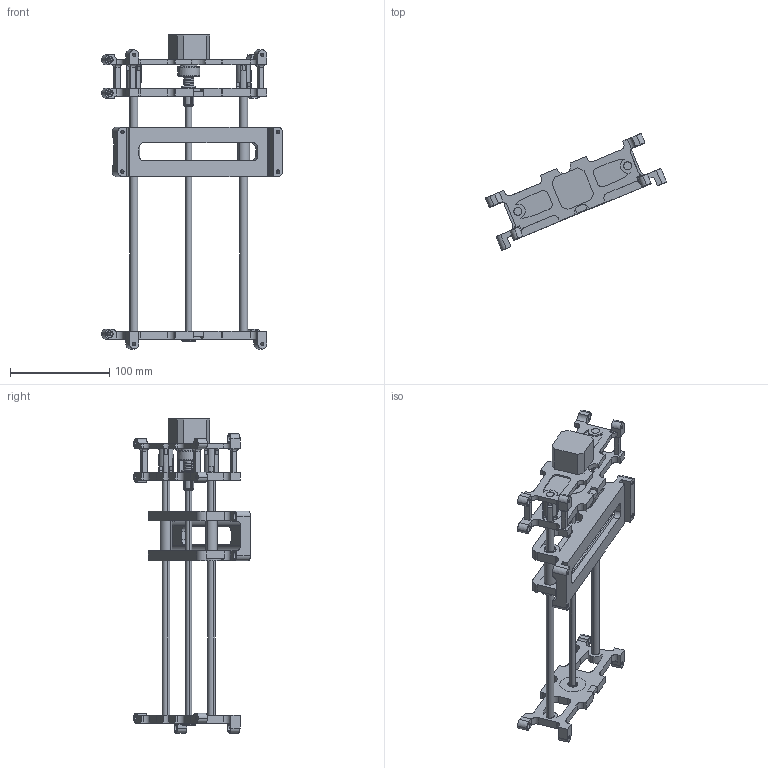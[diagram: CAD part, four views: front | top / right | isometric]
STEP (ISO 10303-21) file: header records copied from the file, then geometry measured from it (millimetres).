
FILE_DESCRIPTION (( 'STEP AP214' ), '1' );
FILE_NAME ('Êàðåòêà.STEP', '2013-03-24T17:04:47', ( '' ), ( '' ), 'SwSTEP 2.0', 'SolidWorks 2013', '' );
FILE_SCHEMA (( 'AUTOMOTIVE_DESIGN' ));
Length unit declared in the file: millimetre
Products named in the file (13): Äâèãàòåëü; 懾譈鴀; 噪囗弼 箫痤眄; Âòóëêà õîäîâàÿ; Ïëàòôîðìà; Äàëüíÿÿ ïëèòà; Çàäíÿÿ âòóëêà; Áëèæíÿÿ ïëèòà; ﾕ鮏魵鵫 粨炅; Ïîäøèïíèê; ﾍ瑜粱; Êðåïëåíèå äâèãàòåëÿ; Êàðåòêà
Assembly tree (16 placements, depth 2):
  Êàðåòêà
    Êðåïëåíèå äâèãàòåëÿ
    ﾍ瑜粱  x2
    Ïîäøèïíèê  x2
    ﾕ鮏魵鵫 粨炅
    Áëèæíÿÿ ïëèòà
    Çàäíÿÿ âòóëêà
    Äàëüíÿÿ ïëèòà
    Ïëàòôîðìà
    Âòóëêà õîäîâàÿ  x2
    噪囗弼 箫痤眄
    懾譈鴀  x2
    Äâèãàòåëü
Bounding box: 182.72 x 117.84 x 317 mm (x, y, z)
Volume: 302408.3 mm3; surface area: 139840.7 mm2
Topology: 16 solids, 16 shells, 973 faces, 2515 edges, 1573 vertices
Faces by surface type: plane 387, cylinder 386, cone 92, torus 42, bspline 34, sphere 32
Entity records: 32301 total; most frequent: CARTESIAN_POINT 8210, DIRECTION 4991, ORIENTED_EDGE 4894, EDGE_CURVE 2447, AXIS2_PLACEMENT_3D 1824, VERTEX_POINT 1537, LINE 1343, VECTOR 1343
